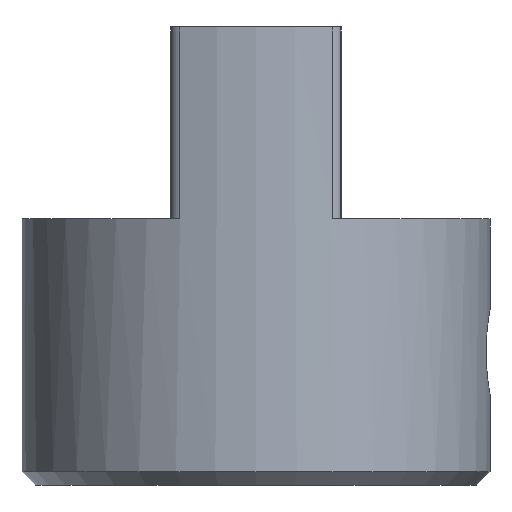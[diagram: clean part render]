
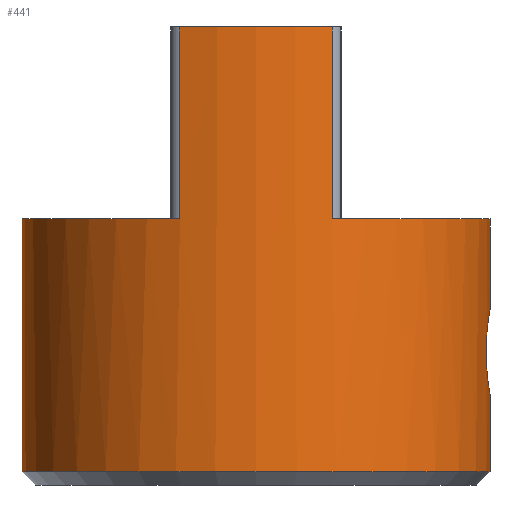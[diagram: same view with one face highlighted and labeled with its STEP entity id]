
A CAD part, front view. The second image highlights one B-rep face of the part: STEP entity #441.
In plain terms, the highlighted cylindrical face has radius 13.716 mm (diameter 27.432 mm), a partial arc.
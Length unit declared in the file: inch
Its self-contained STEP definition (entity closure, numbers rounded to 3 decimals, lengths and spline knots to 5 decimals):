
#178=CARTESIAN_POINT('',(-0.54,0.,0.031));
#179=VERTEX_POINT('',#178);
#188=CARTESIAN_POINT('',(0.54,0.0,0.031));
#189=VERTEX_POINT('',#188);
#272=CARTESIAN_POINT('',(-0.17561,-0.51065,0.614));
#273=VERTEX_POINT('',#272);
#281=CARTESIAN_POINT('',(-0.17561,-0.51065,1.057));
#282=VERTEX_POINT('',#281);
#283=CARTESIAN_POINT('',(-0.17561,-0.51065,0.614));
#284=DIRECTION('',(0.0,0.0,1.0));
#285=VECTOR('',#284,0.443);
#286=LINE('',#283,#285);
#287=EDGE_CURVE('',#273,#282,#286,.T.);
#341=CARTESIAN_POINT('',(0.0,0.0,0.0));
#342=DIRECTION('',(0.0,0.0,1.0));
#343=DIRECTION('',(-1.0,0.0,0.0));
#344=AXIS2_PLACEMENT_3D('',#341,#342,#343);
#345=CYLINDRICAL_SURFACE('',#344,0.54);
#346=CARTESIAN_POINT('',(-0.54,0.,0.614));
#347=VERTEX_POINT('',#346);
#348=CARTESIAN_POINT('',(-0.54,0.,0.031));
#349=DIRECTION('',(0.0,0.0,1.0));
#350=VECTOR('',#349,0.583);
#351=LINE('',#348,#350);
#352=EDGE_CURVE('',#179,#347,#351,.T.);
#353=ORIENTED_EDGE('',*,*,#352,.F.);
#354=CARTESIAN_POINT('',(0.0,0.0,0.031));
#355=DIRECTION('',(0.0,0.0,-1.0));
#356=DIRECTION('',(-1.0,0.0,0.0));
#357=AXIS2_PLACEMENT_3D('',#354,#355,#356);
#358=CIRCLE('',#357,0.54);
#359=EDGE_CURVE('',#189,#179,#358,.T.);
#360=ORIENTED_EDGE('',*,*,#359,.F.);
#361=CARTESIAN_POINT('',(0.54,0.,0.209));
#362=VERTEX_POINT('',#361);
#363=CARTESIAN_POINT('',(0.54,0.,0.209));
#364=DIRECTION('',(0.0,0.0,-1.0));
#365=VECTOR('',#364,0.178);
#366=LINE('',#363,#365);
#367=EDGE_CURVE('',#362,#189,#366,.T.);
#368=ORIENTED_EDGE('',*,*,#367,.F.);
#369=CARTESIAN_POINT('',(0.53115,-0.09735,0.307));
#370=VERTEX_POINT('',#369);
#371=CARTESIAN_POINT('',(0.54,0.,0.209));
#372=CARTESIAN_POINT('',(0.54,-0.01215,0.20908));
#373=CARTESIAN_POINT('',(0.53955,-0.02504,0.21156));
#374=CARTESIAN_POINT('',(0.53791,-0.04896,0.22148));
#375=CARTESIAN_POINT('',(0.53673,-0.05996,0.22902));
#376=CARTESIAN_POINT('',(0.53451,-0.07734,0.24639));
#377=CARTESIAN_POINT('',(0.53331,-0.08487,0.25739));
#378=CARTESIAN_POINT('',(0.53162,-0.09488,0.28153));
#379=CARTESIAN_POINT('',(0.53115,-0.09735,0.29467));
#380=CARTESIAN_POINT('',(0.53115,-0.09735,0.307));
#381=B_SPLINE_CURVE_WITH_KNOTS('',3,(#371,#372,#373,#374,#375,#376,#377,#378,#379,#380),.UNSPECIFIED.,.F.,.U.,(4,2,2,2,4),(0.37761,0.46995,0.56393,0.65792,0.75191),.UNSPECIFIED.);
#382=EDGE_CURVE('',#362,#370,#381,.T.);
#383=ORIENTED_EDGE('',*,*,#382,.T.);
#384=CARTESIAN_POINT('',(0.54,0.,0.405));
#385=VERTEX_POINT('',#384);
#386=CARTESIAN_POINT('',(0.53115,-0.09735,0.307));
#387=CARTESIAN_POINT('',(0.53115,-0.09735,0.31933));
#388=CARTESIAN_POINT('',(0.53162,-0.09488,0.33247));
#389=CARTESIAN_POINT('',(0.53331,-0.08487,0.35661));
#390=CARTESIAN_POINT('',(0.53451,-0.07734,0.36761));
#391=CARTESIAN_POINT('',(0.53673,-0.05997,0.38498));
#392=CARTESIAN_POINT('',(0.53791,-0.04896,0.39252));
#393=CARTESIAN_POINT('',(0.53955,-0.02504,0.40244));
#394=CARTESIAN_POINT('',(0.54,-0.01215,0.40492));
#395=CARTESIAN_POINT('',(0.54,0.,0.405));
#396=B_SPLINE_CURVE_WITH_KNOTS('',3,(#386,#387,#388,#389,#390,#391,#392,#393,#394,#395),.UNSPECIFIED.,.F.,.U.,(4,2,2,2,4),(0.75191,0.8459,0.93989,1.03387,1.12622),.UNSPECIFIED.);
#397=EDGE_CURVE('',#370,#385,#396,.T.);
#398=ORIENTED_EDGE('',*,*,#397,.T.);
#399=CARTESIAN_POINT('',(0.54,0.,0.614));
#400=VERTEX_POINT('',#399);
#401=CARTESIAN_POINT('',(0.54,0.,0.614));
#402=DIRECTION('',(0.0,0.0,-1.0));
#403=VECTOR('',#402,0.209);
#404=LINE('',#401,#403);
#405=EDGE_CURVE('',#400,#385,#404,.T.);
#406=ORIENTED_EDGE('',*,*,#405,.F.);
#407=CARTESIAN_POINT('',(0.17561,-0.51065,0.614));
#408=VERTEX_POINT('',#407);
#409=CARTESIAN_POINT('',(0.0,0.0,0.614));
#410=DIRECTION('',(0.0,0.0,1.0));
#411=DIRECTION('',(-1.0,0.0,0.0));
#412=AXIS2_PLACEMENT_3D('',#409,#410,#411);
#413=CIRCLE('',#412,0.54);
#414=EDGE_CURVE('',#408,#400,#413,.T.);
#415=ORIENTED_EDGE('',*,*,#414,.F.);
#416=CARTESIAN_POINT('',(0.17561,-0.51065,1.057));
#417=VERTEX_POINT('',#416);
#418=CARTESIAN_POINT('',(0.17561,-0.51065,1.057));
#419=DIRECTION('',(0.0,0.0,-1.0));
#420=VECTOR('',#419,0.443);
#421=LINE('',#418,#420);
#422=EDGE_CURVE('',#417,#408,#421,.T.);
#423=ORIENTED_EDGE('',*,*,#422,.F.);
#424=CARTESIAN_POINT('',(0.0,0.0,1.057));
#425=DIRECTION('',(0.0,0.0,-1.0));
#426=DIRECTION('',(1.0,0.0,0.0));
#427=AXIS2_PLACEMENT_3D('',#424,#425,#426);
#428=CIRCLE('',#427,0.54);
#429=EDGE_CURVE('',#417,#282,#428,.T.);
#430=ORIENTED_EDGE('',*,*,#429,.T.);
#431=ORIENTED_EDGE('',*,*,#287,.F.);
#432=CARTESIAN_POINT('',(0.0,0.0,0.614));
#433=DIRECTION('',(0.0,0.0,1.0));
#434=DIRECTION('',(-1.0,0.0,0.0));
#435=AXIS2_PLACEMENT_3D('',#432,#433,#434);
#436=CIRCLE('',#435,0.54);
#437=EDGE_CURVE('',#347,#273,#436,.T.);
#438=ORIENTED_EDGE('',*,*,#437,.F.);
#439=EDGE_LOOP('',(#353,#360,#368,#383,#398,#406,#415,#423,#430,#431,#438));
#440=FACE_OUTER_BOUND('',#439,.T.);
#441=ADVANCED_FACE('',(#440),#345,.T.);
